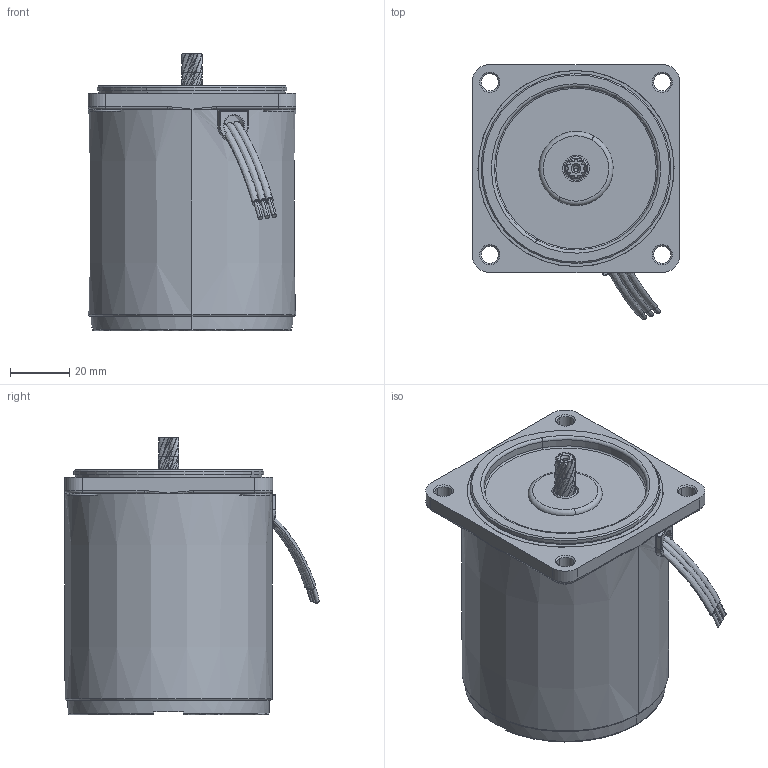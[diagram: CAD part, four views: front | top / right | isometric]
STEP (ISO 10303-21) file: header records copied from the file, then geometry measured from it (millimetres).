
FILE_DESCRIPTION (( 'STEP AP203' ), '1' );
FILE_NAME ('3TK6GN-¡¼P-(5CA11¡¼3000Z0).STEP', '2018-04-23T01:38:53', ( '' ), ( '' ), 'SwSTEP 2.0', 'SolidWorks 2010', '' );
FILE_SCHEMA (( 'CONFIG_CONTROL_DESIGN' ));
Length unit declared in the file: millimetre
Products named in the file (6): 線扣; 15GN_0.成品; 3TK6GN-〖P-(5CA11〖3000Z0); M315_2車工; C364_車工(成品); 出口線-3條
Assembly tree (5 placements, depth 2):
  3TK6GN-〖P-(5CA11〖3000Z0)
    15GN_0.成品
    出口線-3條
    線扣
    M315_2車工
    C364_車工(成品)
Bounding box: 70 x 85.74 x 93.5 mm (x, y, z)
Volume: 311749.8 mm3; surface area: 39193.1 mm2
Topology: 7 solids, 7 shells, 292 faces, 711 edges, 440 vertices
Faces by surface type: cylinder 82, plane 72, bspline 56, cone 41, torus 37, sphere 4
Entity records: 16337 total; most frequent: CARTESIAN_POINT 9087, ORIENTED_EDGE 1410, DIRECTION 1361, EDGE_CURVE 705, AXIS2_PLACEMENT_3D 582, VERTEX_POINT 440, CIRCLE 338, EDGE_LOOP 325
